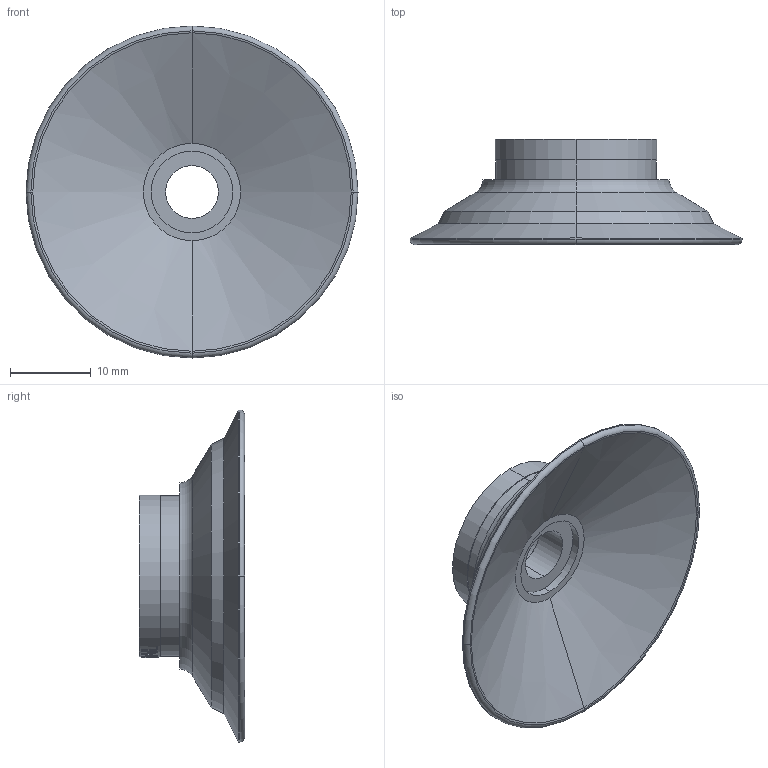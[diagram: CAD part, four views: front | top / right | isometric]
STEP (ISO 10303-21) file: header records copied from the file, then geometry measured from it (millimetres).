
FILE_DESCRIPTION(('STEP AP214'),'1');
FILE_NAME('COVAL_VPU40NBR.stp','2017-12-27T18:39:01',('TraceParts'),('TraceParts S.A.'),'Spatial InterOp 3D',' ',' ');
FILE_SCHEMA(('automotive_design'));
Length unit declared in the file: millimetre
Products named in the file (1): COVAL_VPU40NBR
Bounding box: 41 x 13 x 41 mm (x, y, z)
Volume: 4264.4 mm3; surface area: 3755.1 mm2
Topology: 1 solids, 2 shells, 97 faces, 229 edges, 144 vertices
Faces by surface type: bspline 29, cylinder 24, plane 20, torus 16, cone 8
Entity records: 7234 total; most frequent: CARTESIAN_POINT 4399, ORIENTED_EDGE 458, DIRECTION 364, EDGE_CURVE 229, AXIS2_PLACEMENT_3D 163, VERTEX_POINT 144, EDGE_LOOP 109, STYLED_ITEM 97
